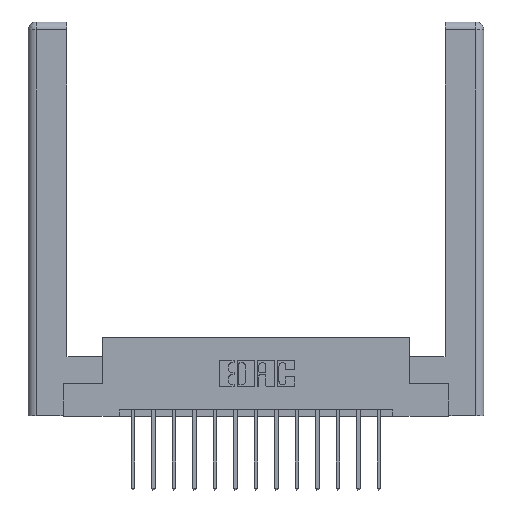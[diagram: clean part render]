
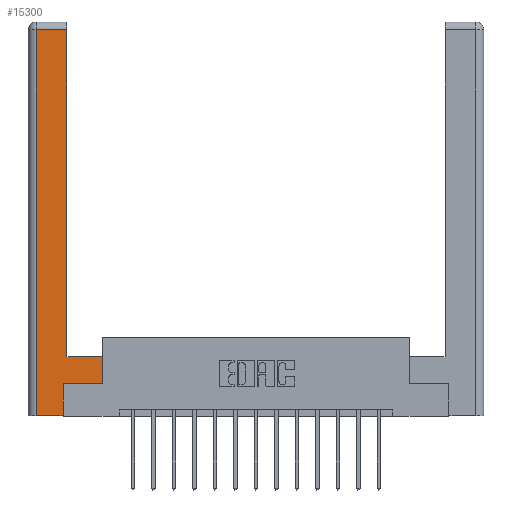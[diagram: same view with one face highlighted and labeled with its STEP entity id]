
A CAD part, top view. The second image highlights one B-rep face of the part: STEP entity #15300.
In plain terms, the highlighted planar face has unit normal (0, 0, 1).
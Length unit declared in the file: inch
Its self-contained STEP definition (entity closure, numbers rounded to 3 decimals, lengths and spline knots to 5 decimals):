
#79 = CARTESIAN_POINT ( 'NONE',  ( 0.265, 0., 0. ) ) ;
#1843 = VERTEX_POINT ( 'NONE', #6488 ) ;
#2041 = ORIENTED_EDGE ( 'NONE', *, *, #9829, .T. ) ;
#2118 = DIRECTION ( 'NONE',  ( 0., -1., 0. ) ) ;
#2471 = CARTESIAN_POINT ( 'NONE',  ( 0.265, 0.245, 0. ) ) ;
#2527 = EDGE_CURVE ( 'NONE', #8108, #1843, #11057, .T. ) ;
#2542 = VERTEX_POINT ( 'NONE', #6489 ) ;
#2663 = PLANE ( 'NONE',  #12187 ) ;
#3600 = ORIENTED_EDGE ( 'NONE', *, *, #3669, .T. ) ;
#3669 = EDGE_CURVE ( 'NONE', #6678, #10730, #4642, .T. ) ;
#3773 = DIRECTION ( 'NONE',  ( 0., 1., 0. ) ) ;
#3924 = VERTEX_POINT ( 'NONE', #2471 ) ;
#4067 = ORIENTED_EDGE ( 'NONE', *, *, #6019, .T. ) ;
#4150 = LINE ( 'NONE', #13011, #13520 ) ;
#4642 = LINE ( 'NONE', #79, #8456 ) ;
#4698 = ORIENTED_EDGE ( 'NONE', *, *, #13265, .T. ) ;
#5098 = EDGE_CURVE ( 'NONE', #14180, #8108, #13754, .T. ) ;
#5341 = CARTESIAN_POINT ( 'NONE',  ( 0., 0., 0. ) ) ;
#5405 = DIRECTION ( 'NONE',  ( 1., 0., 0. ) ) ;
#5476 = CARTESIAN_POINT ( 'NONE',  ( 0.565, 0.45, 0. ) ) ;
#5679 = EDGE_LOOP ( 'NONE', ( #9585, #7809, #2041, #3600, #4067, #16476, #4698, #12369 ) ) ;
#5922 = CARTESIAN_POINT ( 'NONE',  ( 0.0615, 0., 0. ) ) ;
#6016 = CARTESIAN_POINT ( 'NONE',  ( 0.295, 2.94, 0. ) ) ;
#6019 = EDGE_CURVE ( 'NONE', #10730, #3924, #4150, .T. ) ;
#6351 = EDGE_CURVE ( 'NONE', #3924, #2542, #8548, .T. ) ;
#6488 = CARTESIAN_POINT ( 'NONE',  ( 0.0615, 2.94, 0. ) ) ;
#6489 = CARTESIAN_POINT ( 'NONE',  ( 0.565, 0.245, 0. ) ) ;
#6541 = VECTOR ( 'NONE', #12565, 39.37008 ) ;
#6678 = VERTEX_POINT ( 'NONE', #5922 ) ;
#6997 = CARTESIAN_POINT ( 'NONE',  ( 0.295, 0.45, 0. ) ) ;
#7043 = VECTOR ( 'NONE', #2118, 39.37008 ) ;
#7063 = CARTESIAN_POINT ( 'NONE',  ( 0.0615, 0., 0. ) ) ;
#7236 = VECTOR ( 'NONE', #3773, 39.37008 ) ;
#7564 = CARTESIAN_POINT ( 'NONE',  ( 0.565, 0.45, 0. ) ) ;
#7809 = ORIENTED_EDGE ( 'NONE', *, *, #2527, .T. ) ;
#7922 = CARTESIAN_POINT ( 'NONE',  ( 0.295, 0.45, 0. ) ) ;
#8108 = VERTEX_POINT ( 'NONE', #6016 ) ;
#8456 = VECTOR ( 'NONE', #5405, 39.37008 ) ;
#8548 = LINE ( 'NONE', #12358, #6541 ) ;
#9017 = DIRECTION ( 'NONE',  ( 0., 1., 0. ) ) ;
#9201 = CARTESIAN_POINT ( 'NONE',  ( 0.295, 3., 0. ) ) ;
#9585 = ORIENTED_EDGE ( 'NONE', *, *, #5098, .T. ) ;
#9646 = VECTOR ( 'NONE', #12293, 39.37008 ) ;
#9829 = EDGE_CURVE ( 'NONE', #1843, #6678, #10432, .T. ) ;
#10432 = LINE ( 'NONE', #7063, #7043 ) ;
#10530 = DIRECTION ( 'NONE',  ( 0., 1., 0. ) ) ;
#10730 = VERTEX_POINT ( 'NONE', #12129 ) ;
#11057 = LINE ( 'NONE', #14090, #11642 ) ;
#11642 = VECTOR ( 'NONE', #12721, 39.37008 ) ;
#11656 = DIRECTION ( 'NONE',  ( -1., 0., 0. ) ) ;
#11899 = EDGE_CURVE ( 'NONE', #13595, #14180, #12239, .T. ) ;
#12129 = CARTESIAN_POINT ( 'NONE',  ( 0.265, 0., 0. ) ) ;
#12187 = AXIS2_PLACEMENT_3D ( 'NONE', #5341, #12783, #11656 ) ;
#12239 = LINE ( 'NONE', #6997, #9646 ) ;
#12293 = DIRECTION ( 'NONE',  ( -1., 0., 0. ) ) ;
#12358 = CARTESIAN_POINT ( 'NONE',  ( 0.565, 0.245, 0. ) ) ;
#12369 = ORIENTED_EDGE ( 'NONE', *, *, #11899, .T. ) ;
#12418 = LINE ( 'NONE', #7564, #7236 ) ;
#12565 = DIRECTION ( 'NONE',  ( 1., 0., 0. ) ) ;
#12721 = DIRECTION ( 'NONE',  ( -1., 0., 0. ) ) ;
#12783 = DIRECTION ( 'NONE',  ( 0., 0., -1. ) ) ;
#13011 = CARTESIAN_POINT ( 'NONE',  ( 0.265, 0.245, 0. ) ) ;
#13265 = EDGE_CURVE ( 'NONE', #2542, #13595, #12418, .T. ) ;
#13520 = VECTOR ( 'NONE', #9017, 39.37008 ) ;
#13595 = VERTEX_POINT ( 'NONE', #5476 ) ;
#13731 = FACE_OUTER_BOUND ( 'NONE', #5679, .T. ) ;
#13754 = LINE ( 'NONE', #9201, #15360 ) ;
#14090 = CARTESIAN_POINT ( 'NONE',  ( 0.0615, 2.94, 0. ) ) ;
#14180 = VERTEX_POINT ( 'NONE', #7922 ) ;
#15300 = ADVANCED_FACE ( 'NONE', ( #13731 ), #2663, .F. ) ;
#15360 = VECTOR ( 'NONE', #10530, 39.37008 ) ;
#16476 = ORIENTED_EDGE ( 'NONE', *, *, #6351, .T. ) ;
